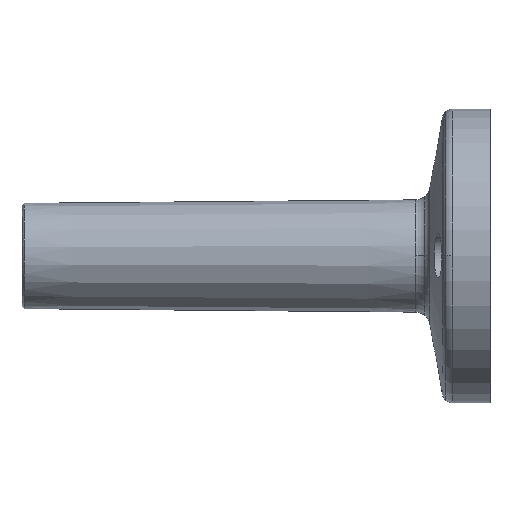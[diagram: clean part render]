
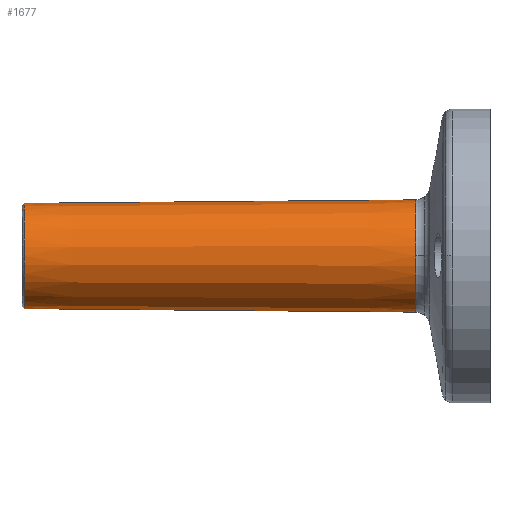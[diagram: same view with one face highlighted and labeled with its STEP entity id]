
A CAD part, top view. The second image highlights one B-rep face of the part: STEP entity #1677.
In plain terms, the highlighted conical face has half-angle 0.5 degrees and reference radius 12.961 mm.
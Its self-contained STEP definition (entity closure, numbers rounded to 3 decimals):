
#481=CARTESIAN_POINT('',(-16.221,0.,0.));
#482=DIRECTION('',(1.,0.,0.));
#483=DIRECTION('',(0.,0.,1.));
#484=AXIS2_PLACEMENT_3D('',#481,#482,#483);
#521=CARTESIAN_POINT('',(-109.5,0.,0.));
#522=DIRECTION('',(1.,0.,0.));
#523=DIRECTION('',(0.,1.,0.));
#524=AXIS2_PLACEMENT_3D('',#521,#522,#523);
#529=CARTESIAN_POINT('',(-16.221,0.,0.));
#530=DIRECTION('',(1.,0.,0.));
#531=DIRECTION('',(0.,1.,0.));
#532=AXIS2_PLACEMENT_3D('',#529,#530,#531);
#553=DIRECTION('',(1.,0.009,0.));
#554=VECTOR('',#553,93.283);
#555=CARTESIAN_POINT('',(-109.5,12.554,0.));
#556=LINE('',#555,#554);
#568=DIRECTION('',(1.,-0.009,0.));
#569=VECTOR('',#568,93.283);
#570=CARTESIAN_POINT('',(-109.5,-12.554,0.));
#571=LINE('',#570,#569);
#1240=CARTESIAN_POINT('',(-109.5,-12.554,0.));
#1241=CARTESIAN_POINT('',(-16.221,-13.368,0.));
#1242=VERTEX_POINT('',#1240);
#1243=VERTEX_POINT('',#1241);
#1244=CARTESIAN_POINT('',(-109.5,12.554,0.));
#1245=CARTESIAN_POINT('',(-16.221,13.368,0.));
#1246=VERTEX_POINT('',#1244);
#1247=VERTEX_POINT('',#1245);
#1370=CARTESIAN_POINT('',(-16.221,0.,13.368));
#1371=VERTEX_POINT('',#1370);
#1661=CARTESIAN_POINT('',(-62.86,0.,0.));
#1662=DIRECTION('',(1.,0.,0.));
#1663=DIRECTION('',(0.,1.,0.));
#1664=AXIS2_PLACEMENT_3D('',#1661,#1662,#1663);
#1665=CONICAL_SURFACE('',#1664,12.961,0.5);
#1667=ORIENTED_EDGE('',*,*,#1666,.T.);
#1668=ORIENTED_EDGE('',*,*,#1649,.T.);
#1670=ORIENTED_EDGE('',*,*,#1669,.F.);
#1672=ORIENTED_EDGE('',*,*,#1671,.F.);
#1674=ORIENTED_EDGE('',*,*,#1673,.T.);
#1675=EDGE_LOOP('',(#1667,#1668,#1670,#1672,#1674));
#1676=FACE_OUTER_BOUND('',#1675,.F.);
#1677=ADVANCED_FACE('',(#1676),#1665,.T.);
#485=CIRCLE('',#484,13.368);
#525=CIRCLE('',#524,12.554);
#533=CIRCLE('',#532,13.368);
#1649=EDGE_CURVE('',#1371,#1243,#485,.T.);
#1666=EDGE_CURVE('',#1247,#1371,#533,.T.);
#1669=EDGE_CURVE('',#1242,#1243,#571,.T.);
#1671=EDGE_CURVE('',#1246,#1242,#525,.T.);
#1673=EDGE_CURVE('',#1246,#1247,#556,.T.);
